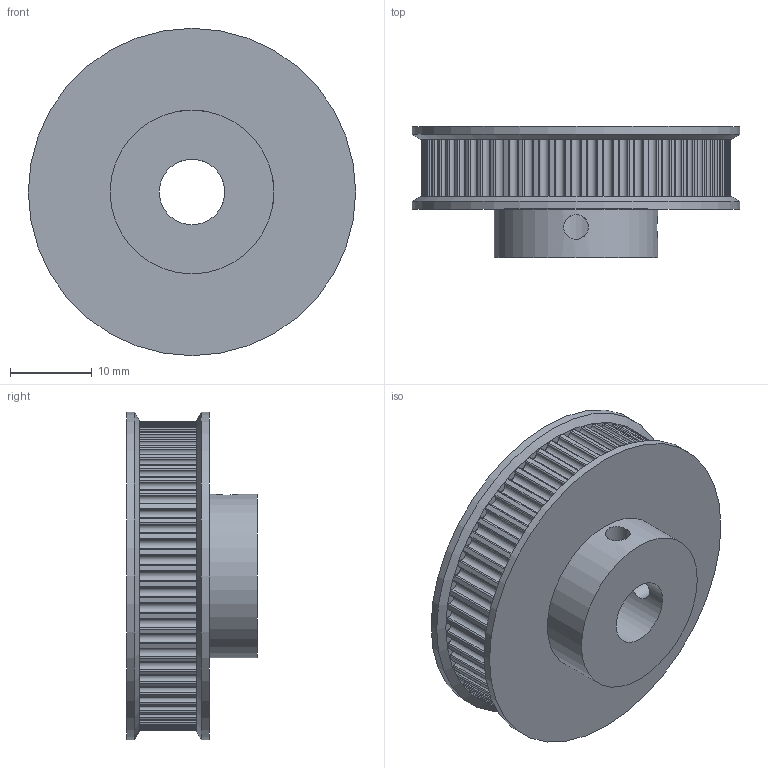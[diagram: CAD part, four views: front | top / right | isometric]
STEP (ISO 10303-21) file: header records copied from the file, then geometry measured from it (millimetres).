
FILE_DESCRIPTION(/* description */ (''),/* implementation_level */ '2;1');
FILE_NAME(/* name */ '',/* time_stamp */ '2024-05-28T16:38:44+02:00',/* author */ (''),/* organization */ (''),/* preprocessor_version */ 'ST-DEVELOPER v20',/* originating_system */ 'Autodesk Translation Framework v13.14.0.145',/* authorisation */ '');
FILE_SCHEMA (('AUTOMOTIVE_DESIGN { 1 0 10303 214 3 1 1 }'));
Length unit declared in the file: millimetre
Products named in the file (1): Шкив GT2 60T b8 (6mm)
Bounding box: 40 x 16 x 40 mm (x, y, z)
Volume: 12307 mm3; surface area: 5115.5 mm2
Topology: 1 solids, 1 shells, 253 faces, 750 edges, 500 vertices
Faces by surface type: cylinder 246, plane 5, cone 2
Full cylindrical faces by diameter (mm): 3 x2, 8 x1, 20 x1, 40 x2
Entity records: 8948 total; most frequent: DIRECTION 1742, CARTESIAN_POINT 1640, ORIENTED_EDGE 1500, EDGE_CURVE 750, AXIS2_PLACEMENT_3D 746, VERTEX_POINT 500, CIRCLE 492, EDGE_LOOP 260
